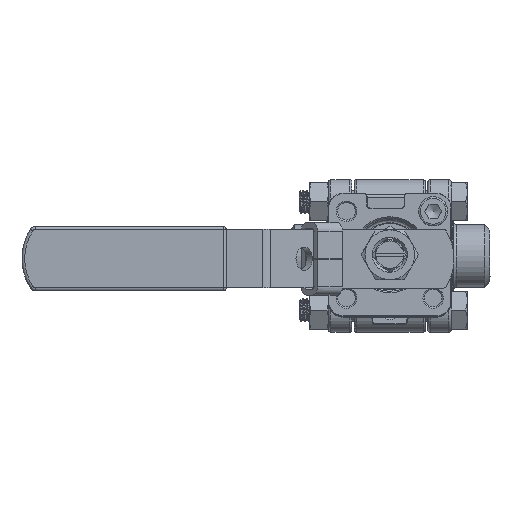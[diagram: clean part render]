
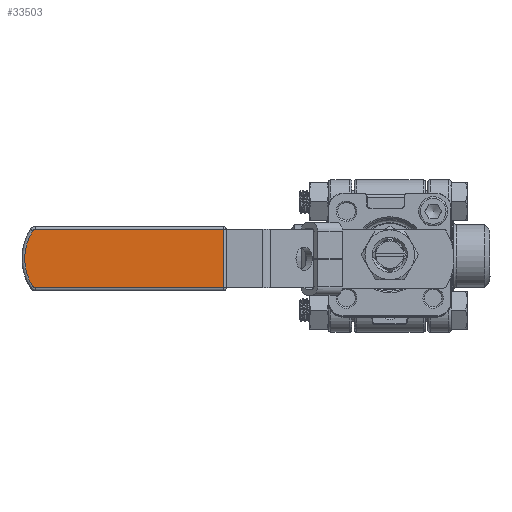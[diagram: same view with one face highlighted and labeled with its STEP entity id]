
A CAD part, top view. The second image highlights one B-rep face of the part: STEP entity #33503.
In plain terms, the highlighted planar face has unit normal (0, 0, 1).
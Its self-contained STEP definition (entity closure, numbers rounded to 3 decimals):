
#437=PLANE('',#36863);
#2815=CIRCLE('',#36864,1.);
#2816=CIRCLE('',#36865,18.);
#2817=CIRCLE('',#36866,1.);
#5455=FACE_OUTER_BOUND('',#7465,.T.);
#7465=EDGE_LOOP('',(#29078,#29079,#29080,#29081,#29082,#29083));
#9993=LINE('',#123927,#11688);
#9994=LINE('',#123929,#11689);
#9995=LINE('',#123931,#11690);
#11688=VECTOR('',#45125,1000.);
#11689=VECTOR('',#45126,1000.);
#11690=VECTOR('',#45127,1000.);
#14670=VERTEX_POINT('',#123925);
#14671=VERTEX_POINT('',#123926);
#14672=VERTEX_POINT('',#123928);
#14673=VERTEX_POINT('',#123930);
#14674=VERTEX_POINT('',#123932);
#14675=VERTEX_POINT('',#123934);
#19501=EDGE_CURVE('',#14670,#14671,#9993,.T.);
#19502=EDGE_CURVE('',#14671,#14672,#9994,.T.);
#19503=EDGE_CURVE('',#14672,#14673,#9995,.T.);
#19504=EDGE_CURVE('',#14673,#14674,#2815,.T.);
#19505=EDGE_CURVE('',#14674,#14675,#2816,.T.);
#19506=EDGE_CURVE('',#14675,#14670,#2817,.T.);
#29078=ORIENTED_EDGE('',*,*,#19501,.T.);
#29079=ORIENTED_EDGE('',*,*,#19502,.T.);
#29080=ORIENTED_EDGE('',*,*,#19503,.T.);
#29081=ORIENTED_EDGE('',*,*,#19504,.T.);
#29082=ORIENTED_EDGE('',*,*,#19505,.T.);
#29083=ORIENTED_EDGE('',*,*,#19506,.T.);
#33503=ADVANCED_FACE('',(#5455),#437,.T.);
#36863=AXIS2_PLACEMENT_3D('',#123924,#45123,#45124);
#36864=AXIS2_PLACEMENT_3D('',#123933,#45128,#45129);
#36865=AXIS2_PLACEMENT_3D('',#123935,#45130,#45131);
#36866=AXIS2_PLACEMENT_3D('',#123936,#45132,#45133);
#45123=DIRECTION('center_axis',(0.,0.,
1.));
#45124=DIRECTION('ref_axis',(1.,0.,0.));
#45125=DIRECTION('',(1.,0.,0.));
#45126=DIRECTION('',(0.,1.,0.));
#45127=DIRECTION('',(-1.,0.,0.));
#45128=DIRECTION('center_axis',(0.,0.,
1.));
#45129=DIRECTION('ref_axis',(1.,0.,0.));
#45130=DIRECTION('center_axis',(0.,0.,
1.));
#45131=DIRECTION('ref_axis',(1.,0.,0.));
#45132=DIRECTION('center_axis',(0.,0.,
1.));
#45133=DIRECTION('ref_axis',(1.,0.,0.));
#123924=CARTESIAN_POINT('Origin',(-88.529,215.434,274.236));
#123925=CARTESIAN_POINT('',(-152.951,215.434,274.236));
#123926=CARTESIAN_POINT('',(-88.529,215.434,274.236));
#123927=CARTESIAN_POINT('',(-88.529,215.434,274.236));
#123928=CARTESIAN_POINT('',(-88.529,235.434,274.236));
#123929=CARTESIAN_POINT('',(-88.529,215.434,274.236));
#123930=CARTESIAN_POINT('',(-152.951,235.434,274.236));
#123931=CARTESIAN_POINT('',(-88.529,235.434,274.236));
#123932=CARTESIAN_POINT('',(-153.799,234.964,274.236));
#123933=CARTESIAN_POINT('Origin',(-152.951,234.434,274.236));
#123934=CARTESIAN_POINT('',(-153.799,215.905,274.236));
#123935=CARTESIAN_POINT('Origin',(-138.529,225.434,274.236));
#123936=CARTESIAN_POINT('Origin',(-152.951,216.434,274.236));
